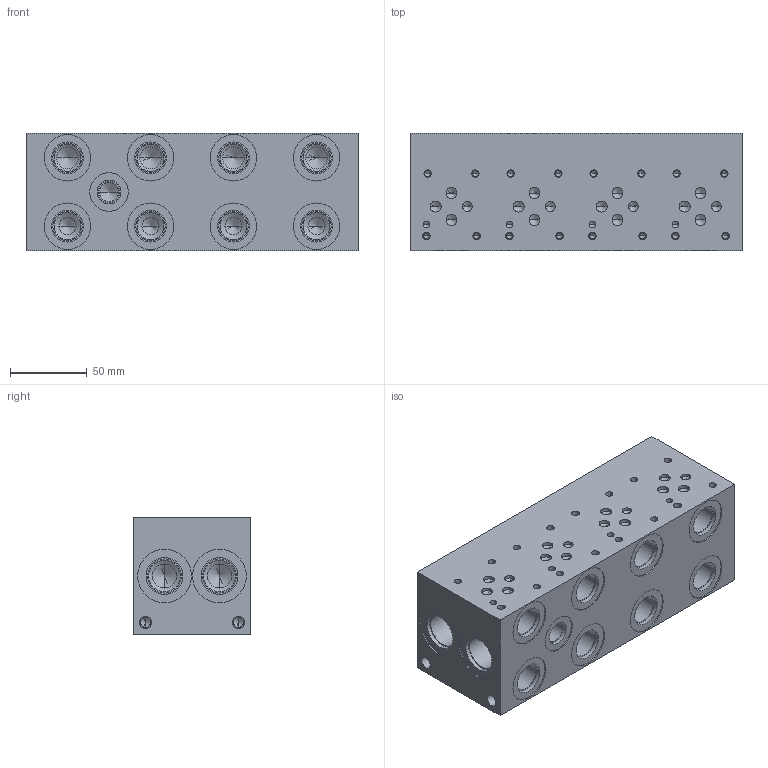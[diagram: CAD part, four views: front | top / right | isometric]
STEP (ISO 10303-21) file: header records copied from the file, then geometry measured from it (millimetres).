
FILE_DESCRIPTION((''),'2;1');
FILE_NAME('AD03P042S.stp','2008-08-27T14:05:40',('tomw'),(''),'Autodesk Inventor 2009','Autodesk Inventor 2009','');
FILE_SCHEMA(('AUTOMOTIVE_DESIGN { 1 0 10303 214 1 1 1 1 }'));
Length unit declared in the file: inch
Products named in the file (1): AD03P042S
Bounding box: 215.9 x 76.2 x 76.2 mm (x, y, z)
Volume: 1117264.5 mm3; surface area: 112043.4 mm2
Topology: 1 solids, 1 shells, 309 faces, 665 edges, 364 vertices
Faces by surface type: cylinder 125, cone 119, plane 65
Full cylindrical faces by diameter (mm): 3.785 x16, 4.369 x4, 4.826 x16, 6.35 x4, 6.528 x4, 7.137 x12, 7.95 x4, 11.125 x4, 12.294 x1, 12.903 x1, 14.275 x4, 14.288 x1, 15.596 x1, 15.672 x4, 17.475 x8, 19.05 x8, 20.599 x8, 20.625 x4, 22.225 x4, 23.927 x4, 25.019 x1, 30.175 x8, 34.925 x4
Entity records: 6986 total; most frequent: DIRECTION 1344, CARTESIAN_POINT 1095, ORIENTED_EDGE 842, AXIS2_PLACEMENT_3D 613, EDGE_LOOP 559, EDGE_CURVE 421, VERTEX_POINT 364, FACE_OUTER_BOUND 309
